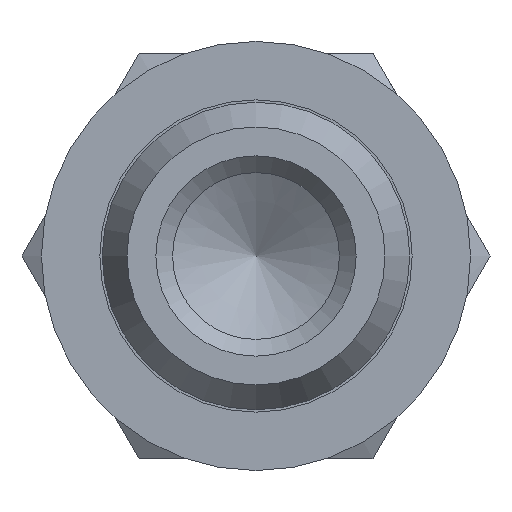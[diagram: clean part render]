
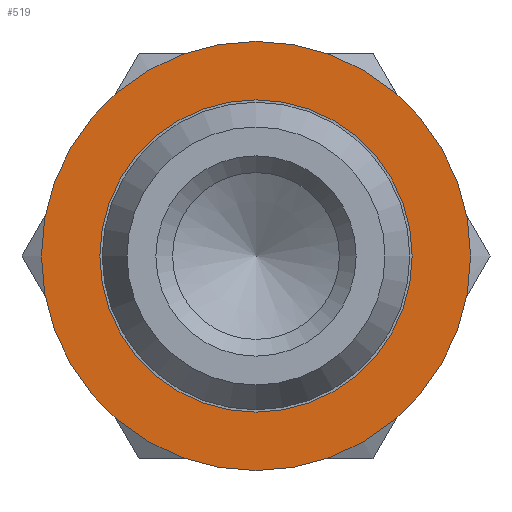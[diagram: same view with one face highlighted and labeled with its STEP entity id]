
A CAD part, front view. The second image highlights one B-rep face of the part: STEP entity #519.
In plain terms, the highlighted planar face has unit normal (0, -1, 0).
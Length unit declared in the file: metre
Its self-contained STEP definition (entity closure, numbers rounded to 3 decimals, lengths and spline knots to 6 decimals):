
#85=PLANE('',#575);
#106=ORIENTED_EDGE('',*,*,#206,.F.);
#107=ORIENTED_EDGE('',*,*,#207,.T.);
#206=EDGE_CURVE('',#258,#258,#301,.T.);
#207=EDGE_CURVE('',#259,#259,#302,.T.);
#258=VERTEX_POINT('',#775);
#259=VERTEX_POINT('',#777);
#301=CIRCLE('',#576,0.00655);
#302=CIRCLE('',#577,0.009);
#329=EDGE_LOOP('',(#106));
#330=EDGE_LOOP('',(#107));
#389=FACE_BOUND('',#329,.T.);
#390=FACE_BOUND('',#330,.T.);
#519=ADVANCED_FACE('',(#389,#390),#85,.T.);
#575=AXIS2_PLACEMENT_3D('',#773,#650,#651);
#576=AXIS2_PLACEMENT_3D('',#774,#652,#653);
#577=AXIS2_PLACEMENT_3D('',#776,#654,#655);
#650=DIRECTION('',(0.,-1.,0.));
#651=DIRECTION('',(0.,0.,-1.));
#652=DIRECTION('',(0.,-1.,0.));
#653=DIRECTION('',(0.,0.,-1.));
#654=DIRECTION('',(0.,-1.,0.));
#655=DIRECTION('',(0.,0.,-1.));
#773=CARTESIAN_POINT('',(0.00655,0.0059,0.));
#774=CARTESIAN_POINT('',(0.,0.0059,0.));
#775=CARTESIAN_POINT('',(0.,0.0059,-0.00655));
#776=CARTESIAN_POINT('',(0.,0.0059,0.));
#777=CARTESIAN_POINT('',(0.,0.0059,-0.009));
